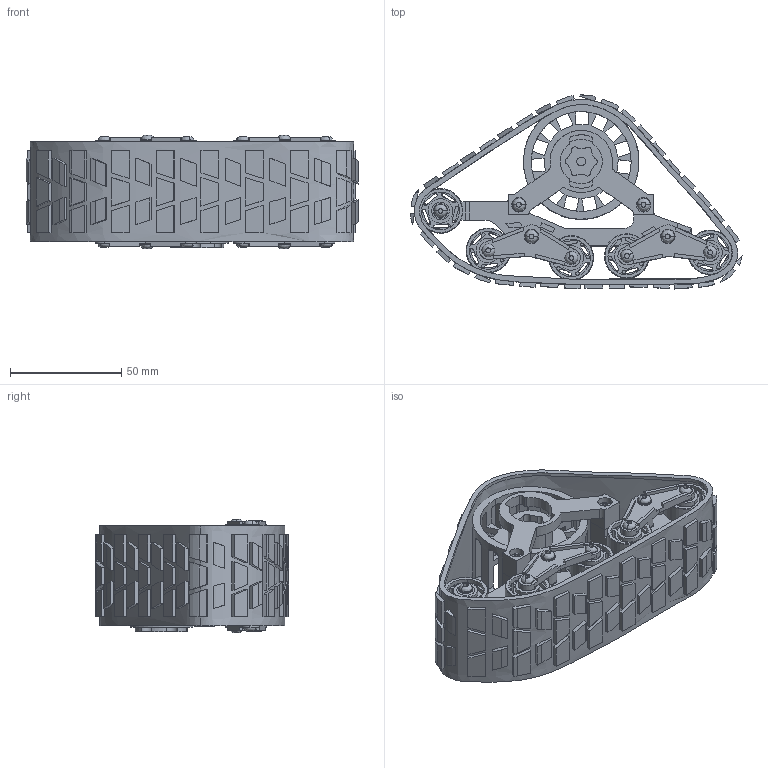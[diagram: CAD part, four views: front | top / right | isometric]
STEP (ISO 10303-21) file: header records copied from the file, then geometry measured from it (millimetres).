
FILE_DESCRIPTION((''),'2;1');
FILE_NAME('TRACK_WHEEL_ASM','2025-08-27T17:12:55',('freio'),(''),'CREO PARAMETRIC BY PTC INC, 2018500','CREO PARAMETRIC BY PTC INC, 2018500','');
FILE_SCHEMA(('CONFIG_CONTROL_DESIGN'));
Length unit declared in the file: millimetre
Products named in the file (24): CHESSIS_; BOGIE_; IDEALER_PIN_; IDLER_BOGIE_DISTANCE_PIN_; IDEALER_BEARING_; IDEALER_SCREW_1_; IDEALER_; IDEALER_PIN_1_; IDEALER_SCREW_; BOGIE_ASSEMBLY__ASM; CHASIS_WASHER_; FRONT_IDLER_MOUNT_; TORQUE_WHEEL_MOUNT_WITHBEARING_; DRIVE_BEARING_; TORQUE_WHEEL_; TORQUE_WHEEL_LOCK_; SOLID1-8924_; SOLID1-8925_; SOLID1-8926_; SOLID1-8927_; SOLID1-8928_; BELT__ASM; TORQUE_WHEEL_MOUNT_WITH_-7878_; TRACK_WHEEL_ASM
Assembly tree (49 placements, depth 3):
  TRACK_WHEEL_ASM
    CHESSIS_
    BOGIE_ASSEMBLY__ASM  x4
      BOGIE_
      IDEALER_PIN_
      IDLER_BOGIE_DISTANCE_PIN_
      IDEALER_BEARING_
      IDEALER_SCREW_1_
      IDEALER_
      IDEALER_PIN_1_
      IDEALER_SCREW_
    CHASIS_WASHER_
    FRONT_IDLER_MOUNT_
    IDEALER_SCREW_
    IDEALER_SCREW_1_  x6
    IDEALER_PIN_1_  x2
    IDEALER_  x2
    IDEALER_BEARING_  x4
    TORQUE_WHEEL_MOUNT_WITHBEARING_
    DRIVE_BEARING_  x2
    TORQUE_WHEEL_
    TORQUE_WHEEL_LOCK_
    BELT__ASM
      SOLID1-8924_
      SOLID1-8925_
      SOLID1-8926_
      SOLID1-8927_
      SOLID1-8928_
    TORQUE_WHEEL_MOUNT_WITH_-7878_
Bounding box: 149.36 x 87.27 x 51 mm (x, y, z)
Volume: 123737 mm3; surface area: 124028.3 mm2
Topology: 89 solids, 89 shells, 2490 faces, 6241 edges, 4088 vertices
Faces by surface type: plane 1483, cylinder 844, cone 68, bspline 38, extrusion 29, torus 28
Entity records: 41490 total; most frequent: CARTESIAN_POINT 11422, ORIENTED_EDGE 6384, DIRECTION 5708, EDGE_CURVE 3192, VERTEX_POINT 2169, VECTOR 2100, LINE 2071, AXIS2_PLACEMENT_3D 1804
